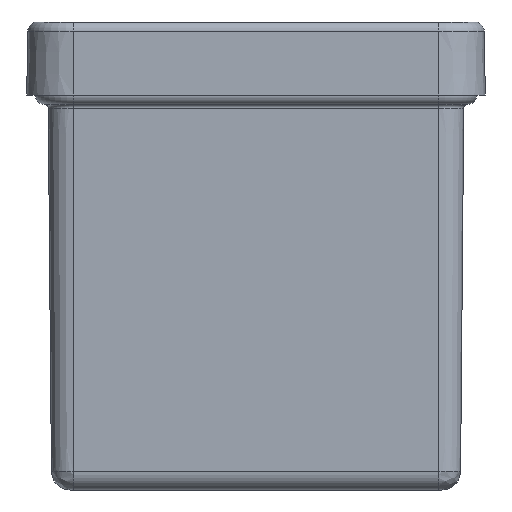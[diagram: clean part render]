
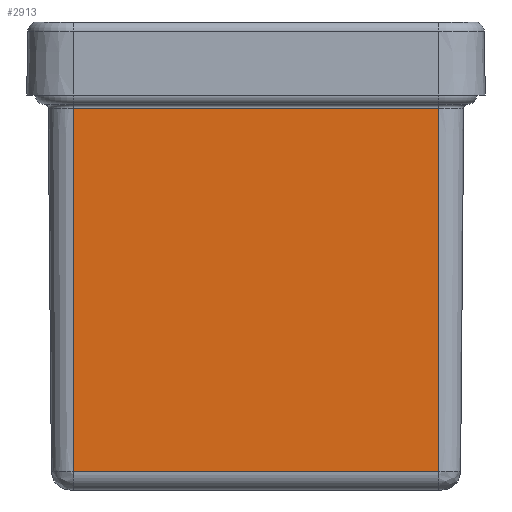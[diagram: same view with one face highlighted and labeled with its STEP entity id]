
A CAD part, front view. The second image highlights one B-rep face of the part: STEP entity #2913.
In plain terms, the highlighted planar face has unit normal (0, -1, -0.009).
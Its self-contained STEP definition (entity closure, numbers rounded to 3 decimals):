
#489=FACE_OUTER_BOUND('',#669,.T.);
#669=EDGE_LOOP('',(#2487,#2488,#2489,#2490));
#840=LINE('',#4946,#1041);
#854=LINE('',#5021,#1055);
#869=LINE('',#5099,#1070);
#872=LINE('',#5108,#1073);
#1041=VECTOR('',#4018,10.);
#1055=VECTOR('',#4070,10.);
#1070=VECTOR('',#4173,10.);
#1073=VECTOR('',#4188,10.);
#1282=VERTEX_POINT('',#4939);
#1284=VERTEX_POINT('',#4944);
#1299=VERTEX_POINT('',#5020);
#1318=VERTEX_POINT('',#5098);
#1642=EDGE_CURVE('',#1284,#1282,#840,.T.);
#1668=EDGE_CURVE('',#1299,#1282,#854,.T.);
#1708=EDGE_CURVE('',#1299,#1318,#869,.T.);
#1713=EDGE_CURVE('',#1318,#1284,#872,.T.);
#2487=ORIENTED_EDGE('',*,*,#1642,.F.);
#2488=ORIENTED_EDGE('',*,*,#1713,.F.);
#2489=ORIENTED_EDGE('',*,*,#1708,.F.);
#2490=ORIENTED_EDGE('',*,*,#1668,.T.);
#2573=PLANE('',#3287);
#2913=ADVANCED_FACE('',(#489),#2573,.T.);
#3287=AXIS2_PLACEMENT_3D('',#5109,#4189,#4190);
#4018=DIRECTION('',(-1.,0.,0.));
#4070=DIRECTION('',(0.,0.009,-1.));
#4173=DIRECTION('',(1.,0.,0.));
#4188=DIRECTION('',(0.,0.009,-1.));
#4189=DIRECTION('center_axis',(0.,-1.,
-0.009));
#4190=DIRECTION('ref_axis',(-1.,0.,0.));
#4939=CARTESIAN_POINT('',(-97.5,-309.289,-233.087));
#4944=CARTESIAN_POINT('',(97.5,-309.289,-233.087));
#4946=CARTESIAN_POINT('',(-48.75,-309.289,-233.087));
#5020=CARTESIAN_POINT('',(-97.5,-310.983,-38.983));
#5021=CARTESIAN_POINT('',(-97.5,-311.,-37.));
#5098=CARTESIAN_POINT('',(97.5,-310.983,-38.983));
#5099=CARTESIAN_POINT('',(-48.75,-310.983,-38.983));
#5108=CARTESIAN_POINT('',(97.5,-311.,-37.));
#5109=CARTESIAN_POINT('Origin',(-97.5,-311.,-37.));
